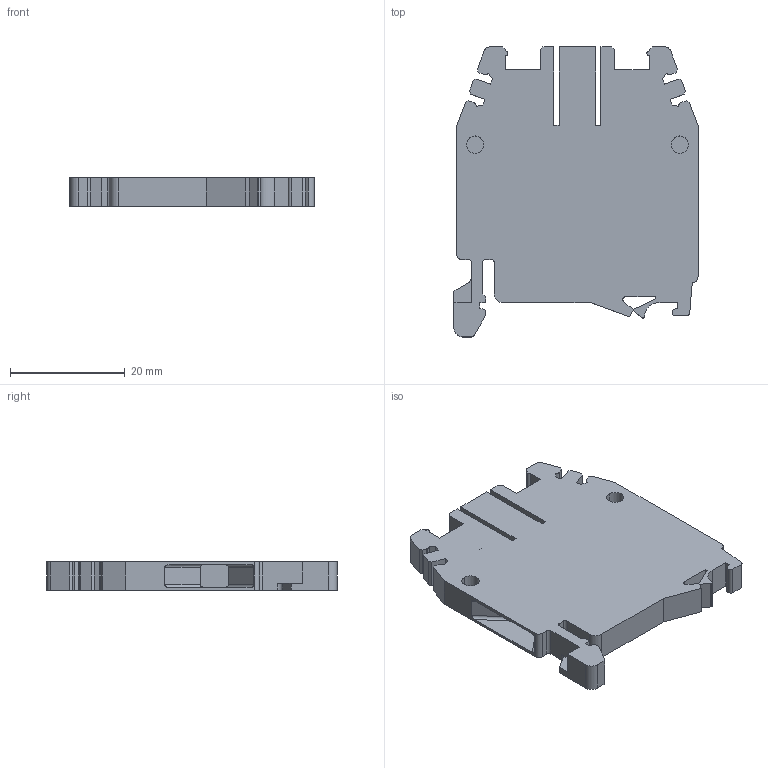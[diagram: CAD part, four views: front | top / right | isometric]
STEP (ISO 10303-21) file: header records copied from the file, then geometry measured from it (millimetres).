
FILE_DESCRIPTION((''),'2;1');
FILE_NAME('003903000_ESC_CBC_2_ASM','2022-07-14T07:51:04',('klemen.sitar'),('Audax d.o.o.'),'CREO PARAMETRIC BY PTC INC, 2021304','CREO PARAMETRIC BY PTC INC, 2021304','');
FILE_SCHEMA(('AP242_MANAGED_MODEL_BASED_3D_ENGINEERING_MIM_LF { 1 0 10303 442 1 1 4 }'));
Products named in the file (3): CBC_2-46490_1_1_1; 45_SCREW_1; 003903000_ESC_CBC_2_ASM
Assembly tree (3 placements, depth 2):
  003903000_ESC_CBC_2_ASM
    CBC_2-46490_1_1_1
    45_SCREW_1  x2
Bounding box: 42.5 x 50.5 x 5 mm (x, y, z)
Volume: 7956.8 mm3; surface area: 5675.9 mm2
Topology: 3 solids, 3 shells, 262 faces, 742 edges, 488 vertices
Faces by surface type: plane 163, cylinder 71, cone 16, bspline 8, sphere 4
Entity records: 10220 total; most frequent: CARTESIAN_POINT 1641, ORIENTED_EDGE 1156, DIRECTION 1047, PRESENTATION_STYLE_ASSIGNMENT 733, STYLED_ITEM 733, CURVE_STYLE 583, EDGE_CURVE 578, VERTEX_POINT 384
